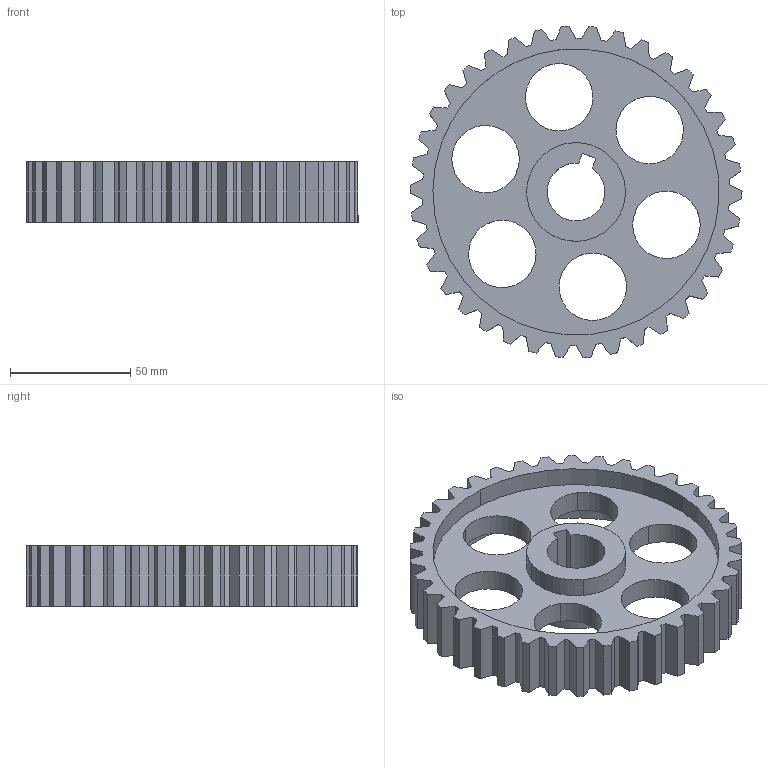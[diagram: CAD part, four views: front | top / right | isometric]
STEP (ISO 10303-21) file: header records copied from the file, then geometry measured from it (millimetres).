
FILE_DESCRIPTION(('produced by SPATIAL CORP'),'2;1');
FILE_NAME('Part56.hh.sat.stp', '2002-04-22T11:48:00+00:00',('SPATIAL CORP'),('SPATIAL CORP'), 'ACIS STEP Husk','http://www.spatial.com','SPATIAL CORP');
FILE_SCHEMA(('CONFIG_CONTROL_DESIGN'));
Length unit declared in the file: millimetre
Products named in the file (1): PRODUCT_ID_1
Bounding box: 138 x 137.88 x 25 mm (x, y, z)
Volume: 148042.9 mm3; surface area: 49906.5 mm2
Topology: 1 solids, 1 shells, 201 faces, 583 edges, 388 vertices
Faces by surface type: plane 123, cylinder 72, torus 6
Entity records: 6384 total; most frequent: ORIENTED_EDGE 1166, CARTESIAN_POINT 1116, DIRECTION 988, EDGE_CURVE 583, VECTOR 412, LINE 412, VERTEX_POINT 388, AXIS2_PLACEMENT_3D 288
